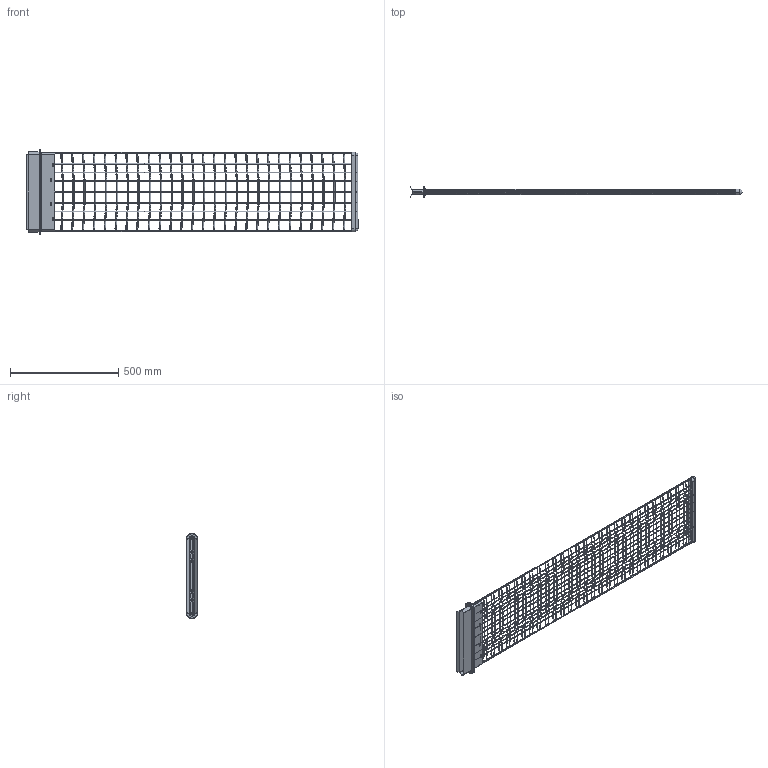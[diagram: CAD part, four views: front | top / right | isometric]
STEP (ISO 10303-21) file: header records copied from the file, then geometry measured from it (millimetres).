
FILE_DESCRIPTION (( 'STEP AP203' ), '1' );
FILE_NAME ('GÉ OSMIÈKA.STEP', '2023-12-11T09:01:28', ( '' ), ( '' ), 'SwSTEP 2.0', 'SolidWorks 2022', '' );
FILE_SCHEMA (( 'CONFIG_CONTROL_DESIGN' ));
Length unit declared in the file: millimetre
Products named in the file (3): RF-M009-07 - ASSY CAGE 2000 G7 - DIL_1; GÉ OSMIČKA; RF-M009-07 - ASSY CAGE 2000 G7 - DIL_2+500
Assembly tree (2 placements, depth 2):
  GÉ OSMIČKA
    RF-M009-07 - ASSY CAGE 2000 G7 - DIL_1
    RF-M009-07 - ASSY CAGE 2000 G7 - DIL_2+500
Bounding box: 1531.64 x 54.5 x 392.5 mm (x, y, z)
Volume: 512872.3 mm3; surface area: 788821.1 mm2
Topology: 16 solids, 16 shells, 3035 faces, 9022 edges, 6184 vertices
Faces by surface type: cylinder 2152, torus 488, plane 391, sphere 4
Entity records: 122913 total; most frequent: CARTESIAN_POINT 46074, ORIENTED_EDGE 18028, DIRECTION 14486, EDGE_CURVE 9014, VERTEX_POINT 6180, AXIS2_PLACEMENT_3D 5912, EDGE_LOOP 3894, ADVANCED_FACE 3035
